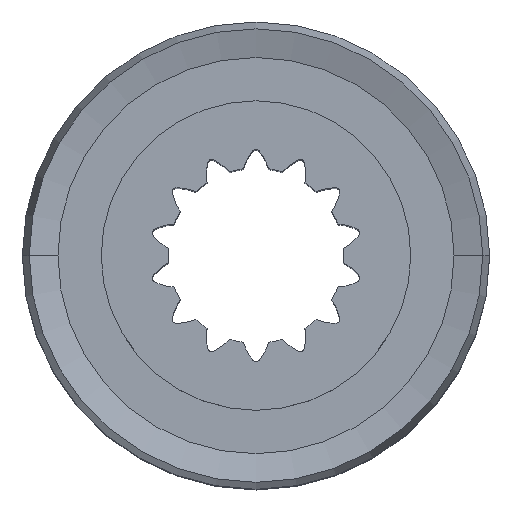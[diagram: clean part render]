
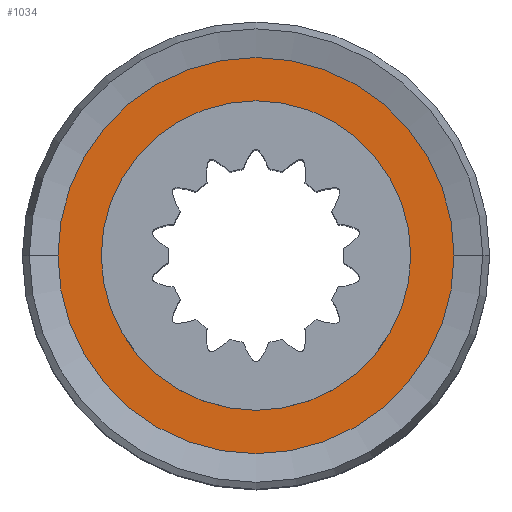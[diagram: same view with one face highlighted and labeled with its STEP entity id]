
A CAD part, top view. The second image highlights one B-rep face of the part: STEP entity #1034.
In plain terms, the highlighted planar face has unit normal (0, 0, 1).
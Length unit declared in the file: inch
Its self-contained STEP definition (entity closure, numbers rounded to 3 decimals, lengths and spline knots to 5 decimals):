
#47 = VERTEX_POINT ( 'NONE', #4142 ) ;
#311 = DIRECTION ( 'NONE',  ( -1., 0., 0. ) ) ;
#388 = PLANE ( 'NONE',  #6006 ) ;
#436 = ORIENTED_EDGE ( 'NONE', *, *, #926, .F. ) ;
#443 = DIRECTION ( 'NONE',  ( 1., 0., 0. ) ) ;
#588 = CARTESIAN_POINT ( 'NONE',  ( 0., 0., 0.33465 ) ) ;
#864 = CIRCLE ( 'NONE', #4258, 0.2925 ) ;
#926 = EDGE_CURVE ( 'NONE', #3029, #47, #864, .T. ) ;
#1034 = ADVANCED_FACE ( 'NONE', ( #5913, #4121 ), #388, .T. ) ;
#1080 = ORIENTED_EDGE ( 'NONE', *, *, #5270, .T. ) ;
#1112 = AXIS2_PLACEMENT_3D ( 'NONE', #5919, #4465, #4554 ) ;
#1594 = DIRECTION ( 'NONE',  ( -1., 0., 0. ) ) ;
#1708 = EDGE_CURVE ( 'NONE', #47, #3029, #3279, .T. ) ;
#1910 = DIRECTION ( 'NONE',  ( 0., 0., -1. ) ) ;
#2063 = CIRCLE ( 'NONE', #4312, 0.2285 ) ;
#2085 = DIRECTION ( 'NONE',  ( 0., 0., -1. ) ) ;
#2143 = CARTESIAN_POINT ( 'NONE',  ( 0., 0., 0.33465 ) ) ;
#2170 = VERTEX_POINT ( 'NONE', #2898 ) ;
#2267 = CIRCLE ( 'NONE', #1112, 0.2285 ) ;
#2898 = CARTESIAN_POINT ( 'NONE',  ( -0.2285, 0., 0.33465 ) ) ;
#2924 = VERTEX_POINT ( 'NONE', #4629 ) ;
#3029 = VERTEX_POINT ( 'NONE', #4748 ) ;
#3163 = EDGE_LOOP ( 'NONE', ( #5278, #436 ) ) ;
#3205 = DIRECTION ( 'NONE',  ( 0., 0., 1. ) ) ;
#3279 = CIRCLE ( 'NONE', #4830, 0.2925 ) ;
#3579 = CARTESIAN_POINT ( 'NONE',  ( 0., 0., 0.33465 ) ) ;
#3947 = DIRECTION ( 'NONE',  ( 0., 0., -1. ) ) ;
#4121 = FACE_OUTER_BOUND ( 'NONE', #3163, .T. ) ;
#4142 = CARTESIAN_POINT ( 'NONE',  ( 0.2925, 0., 0.33465 ) ) ;
#4258 = AXIS2_PLACEMENT_3D ( 'NONE', #3579, #3947, #1594 ) ;
#4312 = AXIS2_PLACEMENT_3D ( 'NONE', #588, #1910, #4775 ) ;
#4465 = DIRECTION ( 'NONE',  ( 0., 0., -1. ) ) ;
#4554 = DIRECTION ( 'NONE',  ( -1., 0., 0. ) ) ;
#4573 = CARTESIAN_POINT ( 'NONE',  ( 0., 0.2925, 0.33465 ) ) ;
#4629 = CARTESIAN_POINT ( 'NONE',  ( 0.2285, 0., 0.33465 ) ) ;
#4748 = CARTESIAN_POINT ( 'NONE',  ( -0.2925, 0., 0.33465 ) ) ;
#4775 = DIRECTION ( 'NONE',  ( -1., 0., 0. ) ) ;
#4829 = EDGE_CURVE ( 'NONE', #2170, #2924, #2063, .T. ) ;
#4830 = AXIS2_PLACEMENT_3D ( 'NONE', #2143, #2085, #311 ) ;
#4962 = ORIENTED_EDGE ( 'NONE', *, *, #4829, .T. ) ;
#5270 = EDGE_CURVE ( 'NONE', #2924, #2170, #2267, .T. ) ;
#5278 = ORIENTED_EDGE ( 'NONE', *, *, #1708, .F. ) ;
#5360 = EDGE_LOOP ( 'NONE', ( #4962, #1080 ) ) ;
#5913 = FACE_BOUND ( 'NONE', #5360, .T. ) ;
#5919 = CARTESIAN_POINT ( 'NONE',  ( 0., 0., 0.33465 ) ) ;
#6006 = AXIS2_PLACEMENT_3D ( 'NONE', #4573, #3205, #443 ) ;
